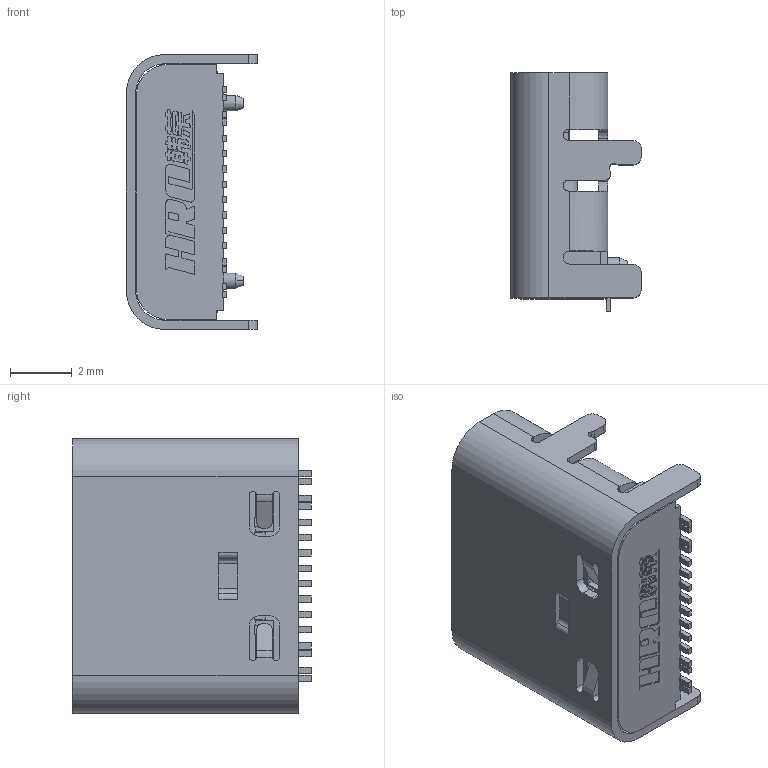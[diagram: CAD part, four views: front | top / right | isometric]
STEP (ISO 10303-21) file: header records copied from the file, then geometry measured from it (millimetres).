
FILE_DESCRIPTION (( 'STEP AP214' ), '1' );
FILE_NAME ('307E5BBF-278C-47FD-A20A-0A4D534E4B88.STEP', '2023-08-06T19:43:53', ( '' ), ( '' ), 'SwSTEP 2.0', 'SolidWorks 2022', '' );
FILE_SCHEMA (( 'AUTOMOTIVE_DESIGN' ));
Length unit declared in the file: millimetre
Products named in the file (1): 307E5BBF-278C-47FD-A20A-0A4D534E4B88
Bounding box: 4.26 x 7.75 x 8.94 mm (x, y, z)
Volume: 112.8 mm3; surface area: 515.6 mm2
Topology: 1 solids, 1 shells, 794 faces, 2252 edges, 1482 vertices
Faces by surface type: plane 545, cylinder 241, cone 4, bspline 4
Entity records: 25895 total; most frequent: CARTESIAN_POINT 4658, ORIENTED_EDGE 4504, DIRECTION 4311, EDGE_CURVE 2252, VECTOR 1733, LINE 1733, VERTEX_POINT 1482, AXIS2_PLACEMENT_3D 1289
